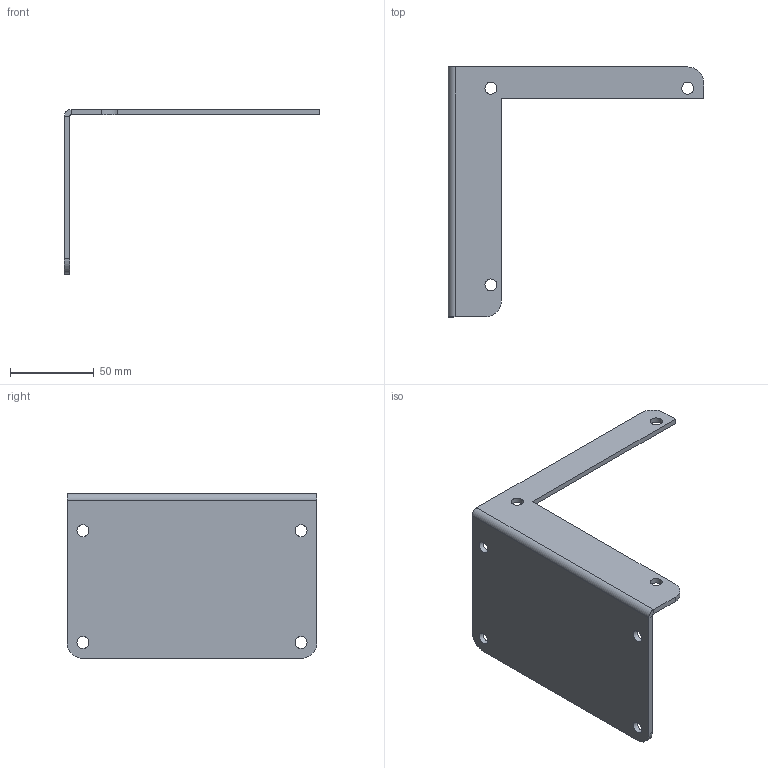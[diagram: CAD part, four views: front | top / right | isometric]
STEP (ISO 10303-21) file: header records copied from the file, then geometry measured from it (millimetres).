
FILE_DESCRIPTION(/* description */ ('SSJW, WW FITTING, BRACKET HANGER, 4"'),/* implementation_level */ '2;1');
FILE_NAME(/* name */ 'SSJWBH4.stp',/* time_stamp */ '2017-08-22T20:16:18+06:00',/* author */ ('rsundaram2'),/* organization */ (''),/* preprocessor_version */ 'ST-DEVELOPER v16.1',/* originating_system */ 'Autodesk Inventor 2016',/* authorisation */ '');
FILE_SCHEMA (('AUTOMOTIVE_DESIGN { 1 0 10303 214 3 1 1 }'));
Length unit declared in the file: inch
Products named in the file (1): SSJWBH4
Bounding box: 152.4 x 149.22 x 98.42 mm (x, y, z)
Volume: 65846.3 mm3; surface area: 44438.5 mm2
Topology: 1 solids, 1 shells, 27 faces, 67 edges, 42 vertices
Faces by surface type: plane 14, cylinder 13
Full cylindrical faces by diameter (mm): 7.144 x7
Entity records: 849 total; most frequent: DIRECTION 142, CARTESIAN_POINT 130, ORIENTED_EDGE 120, EDGE_CURVE 60, AXIS2_PLACEMENT_3D 54, EDGE_LOOP 48, VERTEX_POINT 42, LINE 34
